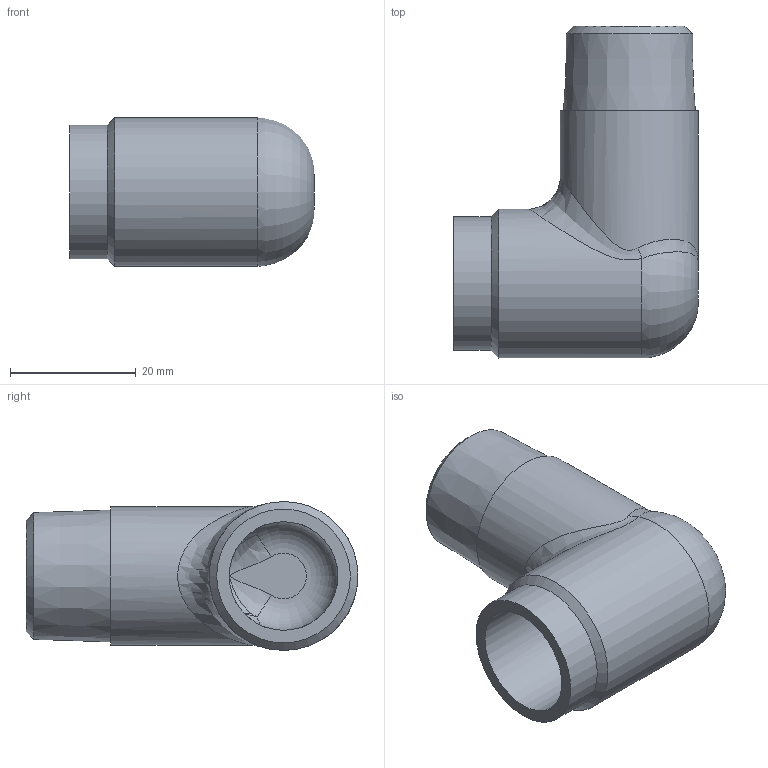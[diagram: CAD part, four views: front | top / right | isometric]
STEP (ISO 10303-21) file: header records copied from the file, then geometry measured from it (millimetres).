
FILE_DESCRIPTION(/* description */ ('Unknown'),/* implementation_level */ '2;1');
FILE_NAME(/* name */ 'DN15',/* time_stamp */ '2024-03-21T12:01:24+08:00',/* author */ ('Unknown'),/* organization */ ('Unknown'),/* preprocessor_version */ 'ST-DEVELOPER v16.7',/* originating_system */ 'DEX',/* authorisation */ $);
FILE_SCHEMA (('AUTOMOTIVE_DESIGN {1 0 10303 214 3 1 1}'));
Length unit declared in the file: millimetre
Products named in the file (2): DN15; R-304-S DN15
Assembly tree (1 placements, depth 2):
  DN15
    R-304-S DN15
Bounding box: 39 x 52.85 x 23.7 mm (x, y, z)
Volume: 12089.7 mm3; surface area: 8552.2 mm2
Topology: 1 solids, 1 shells, 25 faces, 59 edges, 31 vertices
Faces by surface type: bspline 10, plane 5, cylinder 5, cone 3, torus 2
Full cylindrical faces by diameter (mm): 15.59 x1, 17.3 x1, 21.3 x1, 22 x1, 23.7 x1
Entity records: 1305 total; most frequent: CARTESIAN_POINT 848, ORIENTED_EDGE 80, DIRECTION 72, EDGE_CURVE 40, EDGE_LOOP 36, FACE_BOUND 36, AXIS2_PLACEMENT_3D 36, VERTEX_POINT 26
